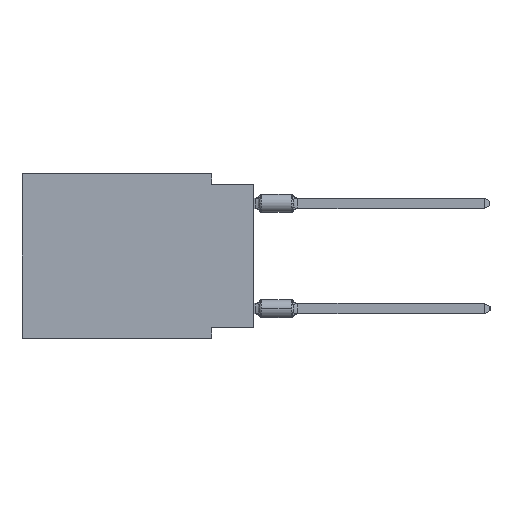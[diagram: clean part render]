
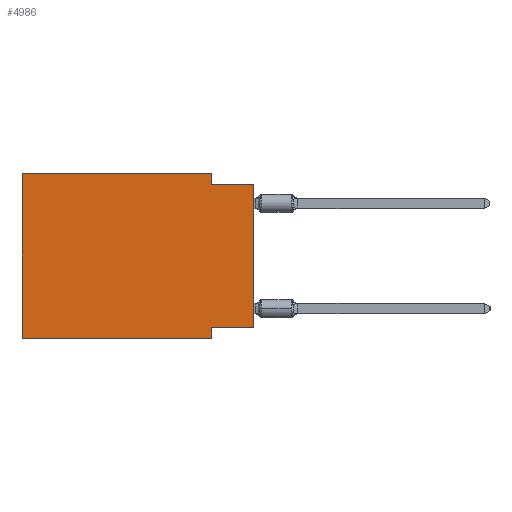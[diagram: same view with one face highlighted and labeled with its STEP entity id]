
A CAD part, left-side view. The second image highlights one B-rep face of the part: STEP entity #4986.
In plain terms, the highlighted planar face has unit normal (-1, 0, 0).
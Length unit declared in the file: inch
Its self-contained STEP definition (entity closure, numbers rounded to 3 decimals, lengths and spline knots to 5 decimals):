
#1009 = CARTESIAN_POINT ( 'NONE',  ( 0., 0.1, 0. ) ) ;
#1475 = DIRECTION ( 'NONE',  ( 0., -1., 0. ) ) ;
#2734 = CARTESIAN_POINT ( 'NONE',  ( 0., 0.55, -0.39 ) ) ;
#3522 = LINE ( 'NONE', #1009, #17150 ) ;
#4019 = CARTESIAN_POINT ( 'NONE',  ( 0., 0.55, 0. ) ) ;
#4046 = VERTEX_POINT ( 'NONE', #19826 ) ;
#4986 = ADVANCED_FACE ( 'NONE', ( #11942 ), #19377, .F. ) ;
#5136 = DIRECTION ( 'NONE',  ( 0., 0., -1. ) ) ;
#5605 = VERTEX_POINT ( 'NONE', #2734 ) ;
#5705 = CARTESIAN_POINT ( 'NONE',  ( 0., 0.1, 0. ) ) ;
#5913 = LINE ( 'NONE', #27561, #19054 ) ;
#6498 = EDGE_CURVE ( 'NONE', #5605, #9690, #26874, .T. ) ;
#6760 = CARTESIAN_POINT ( 'NONE',  ( 0., 0.1, -0.025 ) ) ;
#7293 = LINE ( 'NONE', #16915, #12790 ) ;
#7879 = VECTOR ( 'NONE', #17703, 39.37008 ) ;
#8383 = AXIS2_PLACEMENT_3D ( 'NONE', #23808, #16520, #5136 ) ;
#9534 = VECTOR ( 'NONE', #11851, 39.37008 ) ;
#9690 = VERTEX_POINT ( 'NONE', #4019 ) ;
#9754 = ORIENTED_EDGE ( 'NONE', *, *, #6498, .F. ) ;
#9820 = CARTESIAN_POINT ( 'NONE',  ( 0., 0.55, 0. ) ) ;
#10513 = CARTESIAN_POINT ( 'NONE',  ( 0., 0., -0.025 ) ) ;
#10539 = VERTEX_POINT ( 'NONE', #5705 ) ;
#11137 = ORIENTED_EDGE ( 'NONE', *, *, #20880, .F. ) ;
#11364 = VERTEX_POINT ( 'NONE', #10513 ) ;
#11661 = CARTESIAN_POINT ( 'NONE',  ( 0., 0., -0.365 ) ) ;
#11851 = DIRECTION ( 'NONE',  ( 0., 0., -1. ) ) ;
#11942 = FACE_OUTER_BOUND ( 'NONE', #20069, .T. ) ;
#12022 = EDGE_CURVE ( 'NONE', #4046, #29727, #16741, .T. ) ;
#12567 = CARTESIAN_POINT ( 'NONE',  ( 0., 0.1, -0.39 ) ) ;
#12790 = VECTOR ( 'NONE', #18823, 39.37008 ) ;
#13464 = LINE ( 'NONE', #23109, #14103 ) ;
#13547 = ORIENTED_EDGE ( 'NONE', *, *, #24814, .T. ) ;
#13862 = EDGE_CURVE ( 'NONE', #28564, #4046, #16719, .T. ) ;
#14103 = VECTOR ( 'NONE', #1475, 39.37008 ) ;
#14581 = EDGE_CURVE ( 'NONE', #16640, #11364, #13464, .T. ) ;
#16154 = DIRECTION ( 'NONE',  ( 0., -1., 0. ) ) ;
#16520 = DIRECTION ( 'NONE',  ( 1., 0., 0. ) ) ;
#16640 = VERTEX_POINT ( 'NONE', #6760 ) ;
#16719 = LINE ( 'NONE', #11661, #28746 ) ;
#16741 = LINE ( 'NONE', #29364, #9534 ) ;
#16915 = CARTESIAN_POINT ( 'NONE',  ( 0., 0.55, 0. ) ) ;
#17150 = VECTOR ( 'NONE', #28011, 39.37008 ) ;
#17703 = DIRECTION ( 'NONE',  ( 0., 0., 1. ) ) ;
#18545 = LINE ( 'NONE', #28180, #22049 ) ;
#18823 = DIRECTION ( 'NONE',  ( 0., -1., 0. ) ) ;
#19054 = VECTOR ( 'NONE', #27246, 39.37008 ) ;
#19194 = ORIENTED_EDGE ( 'NONE', *, *, #13862, .F. ) ;
#19377 = PLANE ( 'NONE',  #8383 ) ;
#19801 = ORIENTED_EDGE ( 'NONE', *, *, #14581, .F. ) ;
#19826 = CARTESIAN_POINT ( 'NONE',  ( 0., 0.1, -0.365 ) ) ;
#20069 = EDGE_LOOP ( 'NONE', ( #28879, #19801, #28995, #11137, #9754, #13547, #21010, #19194 ) ) ;
#20880 = EDGE_CURVE ( 'NONE', #9690, #10539, #7293, .T. ) ;
#21010 = ORIENTED_EDGE ( 'NONE', *, *, #12022, .F. ) ;
#22049 = VECTOR ( 'NONE', #16154, 39.37008 ) ;
#23109 = CARTESIAN_POINT ( 'NONE',  ( 0., 0., -0.025 ) ) ;
#23808 = CARTESIAN_POINT ( 'NONE',  ( 0., 0.55, 0. ) ) ;
#24567 = DIRECTION ( 'NONE',  ( 0., 1., 0. ) ) ;
#24814 = EDGE_CURVE ( 'NONE', #5605, #29727, #18545, .T. ) ;
#25475 = EDGE_CURVE ( 'NONE', #28564, #11364, #5913, .T. ) ;
#26874 = LINE ( 'NONE', #9820, #7879 ) ;
#27246 = DIRECTION ( 'NONE',  ( 0., 0., 1. ) ) ;
#27561 = CARTESIAN_POINT ( 'NONE',  ( 0., 0., 0. ) ) ;
#28011 = DIRECTION ( 'NONE',  ( 0., 0., -1. ) ) ;
#28180 = CARTESIAN_POINT ( 'NONE',  ( 0., 0.55, -0.39 ) ) ;
#28564 = VERTEX_POINT ( 'NONE', #28942 ) ;
#28746 = VECTOR ( 'NONE', #24567, 39.37008 ) ;
#28879 = ORIENTED_EDGE ( 'NONE', *, *, #25475, .T. ) ;
#28942 = CARTESIAN_POINT ( 'NONE',  ( 0., 0., -0.365 ) ) ;
#28995 = ORIENTED_EDGE ( 'NONE', *, *, #30198, .F. ) ;
#29364 = CARTESIAN_POINT ( 'NONE',  ( 0., 0.1, -0.39 ) ) ;
#29727 = VERTEX_POINT ( 'NONE', #12567 ) ;
#30198 = EDGE_CURVE ( 'NONE', #10539, #16640, #3522, .T. ) ;
